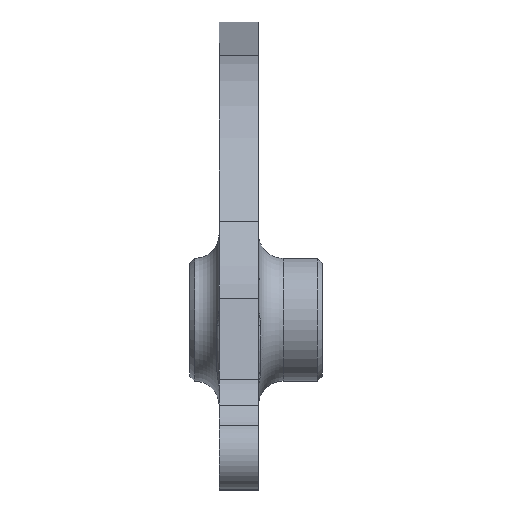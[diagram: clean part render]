
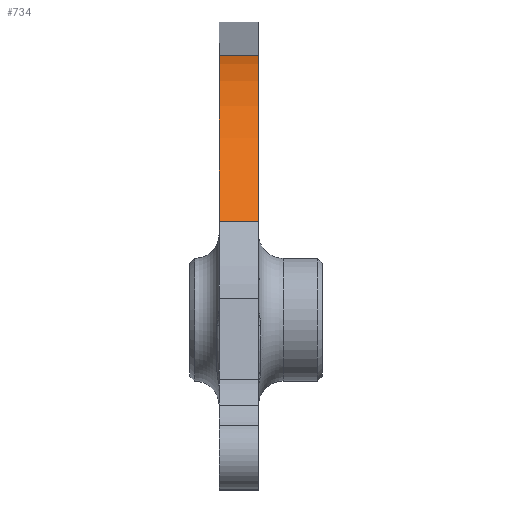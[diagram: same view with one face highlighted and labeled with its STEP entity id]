
A CAD part, top view. The second image highlights one B-rep face of the part: STEP entity #734.
In plain terms, the highlighted cylindrical face has radius 60 mm (diameter 120 mm), a partial arc.
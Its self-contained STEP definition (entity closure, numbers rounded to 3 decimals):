
#179=CARTESIAN_POINT('Vertex',(8.,53.929,-38.678)) ;
#182=CARTESIAN_POINT('Axis2P3D Location',(8.,-5.886,-43.386)) ;
#186=CARTESIAN_POINT('Vertex',(8.,20.046,10.721)) ;
#696=CARTESIAN_POINT('Vertex',(0.,53.929,-38.678)) ;
#699=CARTESIAN_POINT('Line Origine',(4.,53.929,-38.678)) ;
#711=CARTESIAN_POINT('Axis2P3D Location',(4.,-5.886,-43.386)) ;
#716=CARTESIAN_POINT('Axis2P3D Location',(0.,-5.886,-43.386)) ;
#720=CARTESIAN_POINT('Vertex',(0.,20.046,10.721)) ;
#723=CARTESIAN_POINT('Line Origine',(4.,20.046,10.721)) ;
#183=DIRECTION('Axis2P3D Direction',(1.,0.,0.)) ;
#700=DIRECTION('Vector Direction',(1.,0.,0.)) ;
#712=DIRECTION('Axis2P3D Direction',(1.,0.,0.)) ;
#713=DIRECTION('Axis2P3D XDirection',(0.,0.997,0.078)) ;
#717=DIRECTION('Axis2P3D Direction',(1.,0.,0.)) ;
#724=DIRECTION('Vector Direction',(1.,0.,0.)) ;
#184=AXIS2_PLACEMENT_3D('Circle Axis2P3D',#182,#183,$) ;
#714=AXIS2_PLACEMENT_3D('Cylinder Axis2P3D',#711,#712,#713) ;
#718=AXIS2_PLACEMENT_3D('Circle Axis2P3D',#716,#717,$) ;
#729=ORIENTED_EDGE('',*,*,#703,.F.) ;
#730=ORIENTED_EDGE('',*,*,#722,.T.) ;
#731=ORIENTED_EDGE('',*,*,#727,.T.) ;
#732=ORIENTED_EDGE('',*,*,#188,.F.) ;
#701=VECTOR('Line Direction',#700,1.) ;
#725=VECTOR('Line Direction',#724,1.) ;
#734=ADVANCED_FACE('Corps principal',(#733),#715,.T.) ;
#185=CIRCLE('generated circle',#184,60.) ;
#719=CIRCLE('generated circle',#718,60.) ;
#715=CYLINDRICAL_SURFACE('generated cylinder',#714,60.) ;
#188=EDGE_CURVE('',#180,#187,#185,.T.) ;
#703=EDGE_CURVE('',#697,#180,#702,.T.) ;
#722=EDGE_CURVE('',#697,#721,#719,.T.) ;
#727=EDGE_CURVE('',#721,#187,#726,.T.) ;
#728=EDGE_LOOP('',(#729,#730,#731,#732)) ;
#733=FACE_OUTER_BOUND('',#728,.T.) ;
#702=LINE('Line',#699,#701) ;
#726=LINE('Line',#723,#725) ;
#180=VERTEX_POINT('',#179) ;
#187=VERTEX_POINT('',#186) ;
#697=VERTEX_POINT('',#696) ;
#721=VERTEX_POINT('',#720) ;
